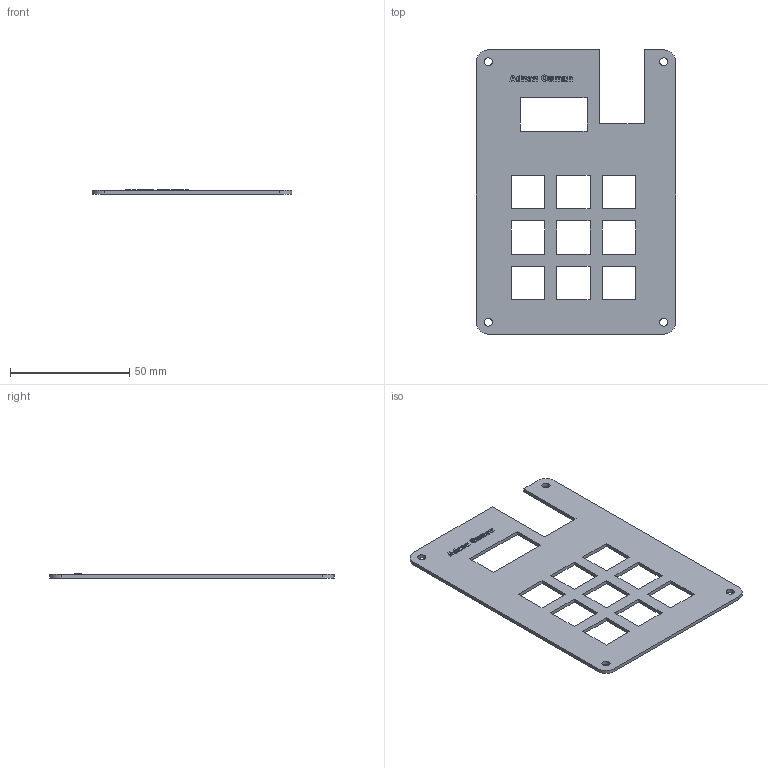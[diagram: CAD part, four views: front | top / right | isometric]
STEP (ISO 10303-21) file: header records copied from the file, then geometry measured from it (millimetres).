
FILE_DESCRIPTION(/* description */ (''),/* implementation_level */ '2;1');
FILE_NAME(/* name */ 'top case2_.step',/* time_stamp */ '2026-02-04T18:27:27+06:00',/* author */ (''),/* organization */ (''),/* preprocessor_version */ 'ST-DEVELOPER v20.1',/* originating_system */ 'Autodesk Translation Framework v14.21.0.0',/* authorisation */ '');
FILE_SCHEMA (('AUTOMOTIVE_DESIGN { 1 0 10303 214 3 1 1 }'));
Length unit declared in the file: millimetre
Products named in the file (1): 2026-02-04-13-32-55-078
Bounding box: 83.5 x 119 x 1.7 mm (x, y, z)
Volume: 10730.2 mm3; surface area: 15955 mm2
Topology: 1 solids, 1 shells, 302 faces, 855 edges, 570 vertices
Faces by surface type: bspline 168, plane 126, cylinder 8
Full cylindrical faces by diameter (mm): 3.4 x4
Entity records: 11364 total; most frequent: CARTESIAN_POINT 4584, ORIENTED_EDGE 1710, EDGE_CURVE 855, DIRECTION 805, VERTEX_POINT 570, LINE 503, VECTOR 503, EDGE_LOOP 345
